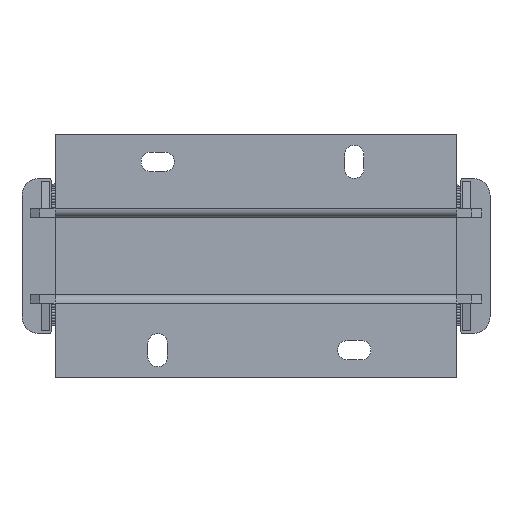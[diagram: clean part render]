
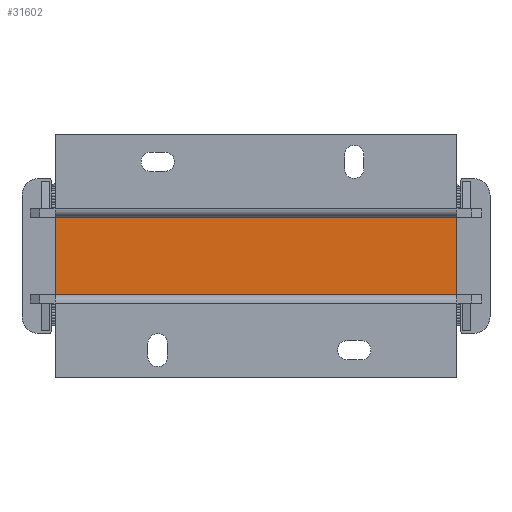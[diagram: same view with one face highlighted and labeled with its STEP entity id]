
A CAD part, front view. The second image highlights one B-rep face of the part: STEP entity #31602.
In plain terms, the highlighted planar face has unit normal (0, -1, 0).
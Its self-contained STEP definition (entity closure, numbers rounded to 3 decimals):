
#2945 = CARTESIAN_POINT ( 'NONE',  ( 145., 0., 28. ) ) ;
#3416 = ORIENTED_EDGE ( 'NONE', *, *, #30820, .T. ) ;
#3520 = CARTESIAN_POINT ( 'NONE',  ( 145., 0., 0. ) ) ;
#3645 = EDGE_CURVE ( 'NONE', #37590, #10828, #6972, .T. ) ;
#5300 = DIRECTION ( 'NONE',  ( 1., 0., 0. ) ) ;
#5367 = DIRECTION ( 'NONE',  ( 0., 0., 1. ) ) ;
#5630 = DIRECTION ( 'NONE',  ( 0., 1., 0. ) ) ;
#6106 = LINE ( 'NONE', #8480, #37703 ) ;
#6286 = AXIS2_PLACEMENT_3D ( 'NONE', #23504, #5630, #5367 ) ;
#6972 = LINE ( 'NONE', #2945, #27012 ) ;
#8480 = CARTESIAN_POINT ( 'NONE',  ( 0., 0., 28. ) ) ;
#8732 = LINE ( 'NONE', #33492, #10632 ) ;
#9343 = ORIENTED_EDGE ( 'NONE', *, *, #26377, .F. ) ;
#10632 = VECTOR ( 'NONE', #18502, 1000. ) ;
#10828 = VERTEX_POINT ( 'NONE', #3520 ) ;
#14765 = VERTEX_POINT ( 'NONE', #20863 ) ;
#14899 = CARTESIAN_POINT ( 'NONE',  ( 145., 0., 28. ) ) ;
#17746 = PLANE ( 'NONE',  #6286 ) ;
#18502 = DIRECTION ( 'NONE',  ( 1., 0., 0. ) ) ;
#19828 = DIRECTION ( 'NONE',  ( 0., 0., -1. ) ) ;
#20863 = CARTESIAN_POINT ( 'NONE',  ( 0., 0., 28. ) ) ;
#23504 = CARTESIAN_POINT ( 'NONE',  ( 0., 0., 28. ) ) ;
#23592 = VECTOR ( 'NONE', #19828, 1000. ) ;
#26377 = EDGE_CURVE ( 'NONE', #14765, #37590, #6106, .T. ) ;
#26757 = ORIENTED_EDGE ( 'NONE', *, *, #28752, .T. ) ;
#27012 = VECTOR ( 'NONE', #36644, 1000. ) ;
#28632 = CARTESIAN_POINT ( 'NONE',  ( 0., 0., 28. ) ) ;
#28752 = EDGE_CURVE ( 'NONE', #38980, #10828, #8732, .T. ) ;
#28829 = LINE ( 'NONE', #28632, #23592 ) ;
#29770 = ORIENTED_EDGE ( 'NONE', *, *, #3645, .F. ) ;
#30820 = EDGE_CURVE ( 'NONE', #14765, #38980, #28829, .T. ) ;
#31602 = ADVANCED_FACE ( 'NONE', ( #35465 ), #17746, .F. ) ;
#31905 = CARTESIAN_POINT ( 'NONE',  ( 0., 0., 0. ) ) ;
#33492 = CARTESIAN_POINT ( 'NONE',  ( 0., 0., 0. ) ) ;
#35465 = FACE_OUTER_BOUND ( 'NONE', #35914, .T. ) ;
#35914 = EDGE_LOOP ( 'NONE', ( #26757, #29770, #9343, #3416 ) ) ;
#36644 = DIRECTION ( 'NONE',  ( 0., 0., -1. ) ) ;
#37590 = VERTEX_POINT ( 'NONE', #14899 ) ;
#37703 = VECTOR ( 'NONE', #5300, 1000. ) ;
#38980 = VERTEX_POINT ( 'NONE', #31905 ) ;
